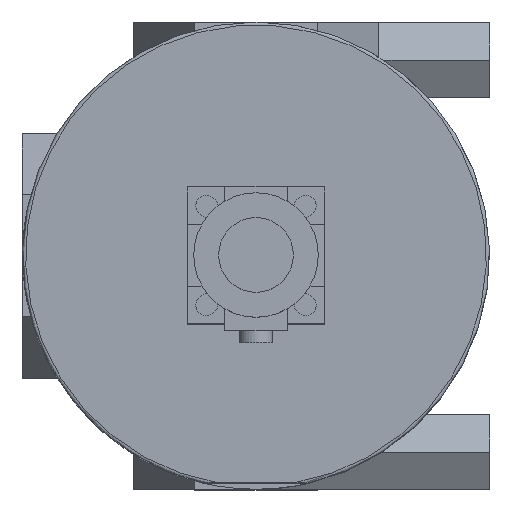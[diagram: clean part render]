
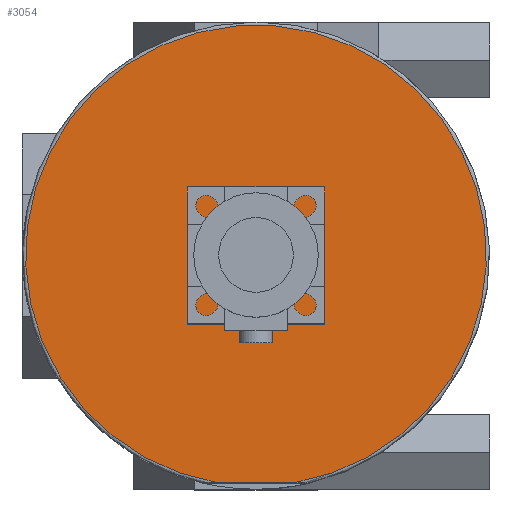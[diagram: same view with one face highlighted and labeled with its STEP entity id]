
A CAD part, top view. The second image highlights one B-rep face of the part: STEP entity #3054.
In plain terms, the highlighted planar face has unit normal (0, 0, 1).
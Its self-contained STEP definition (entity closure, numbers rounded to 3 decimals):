
#232=CARTESIAN_POINT('',(6.063,-36.5,82.));
#233=VERTEX_POINT('',#232);
#269=CARTESIAN_POINT('',(-6.063,-36.5,82.));
#270=VERTEX_POINT('',#269);
#271=CARTESIAN_POINT('',(-6.063,-36.5,82.));
#272=DIRECTION('',(1.0,0.0,0.0));
#273=VECTOR('',#272,12.126);
#274=LINE('',#271,#273);
#275=EDGE_CURVE('',#270,#233,#274,.T.);
#386=CARTESIAN_POINT('',(0.0,0.,82.));
#387=DIRECTION('',(0.0,0.0,1.0));
#388=DIRECTION('',(0.0,-1.0,0.0));
#389=AXIS2_PLACEMENT_3D('',#386,#387,#388);
#390=CIRCLE('',#389,37.);
#391=EDGE_CURVE('',#233,#270,#390,.T.);
#3045=CARTESIAN_POINT('',(0.0,-18.5,82.));
#3046=DIRECTION('',(0.0,0.0,1.0));
#3047=DIRECTION('',(1.0,0.0,0.0));
#3048=AXIS2_PLACEMENT_3D('',#3045,#3046,#3047);
#3049=PLANE('',#3048);
#3050=ORIENTED_EDGE('',*,*,#275,.T.);
#3051=ORIENTED_EDGE('',*,*,#391,.T.);
#3052=EDGE_LOOP('',(#3050,#3051));
#3053=FACE_OUTER_BOUND('',#3052,.T.);
#3054=ADVANCED_FACE('',(#3053),#3049,.T.);
